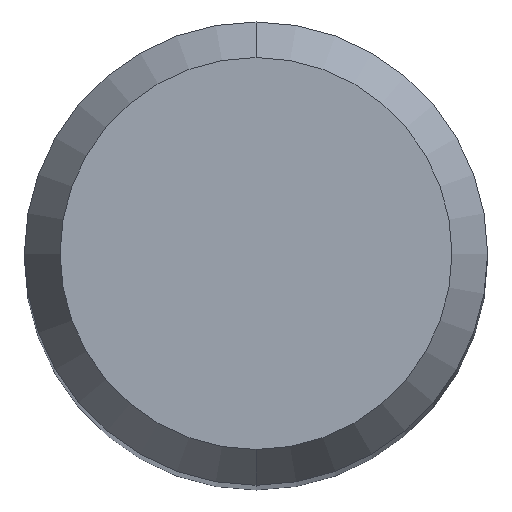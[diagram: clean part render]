
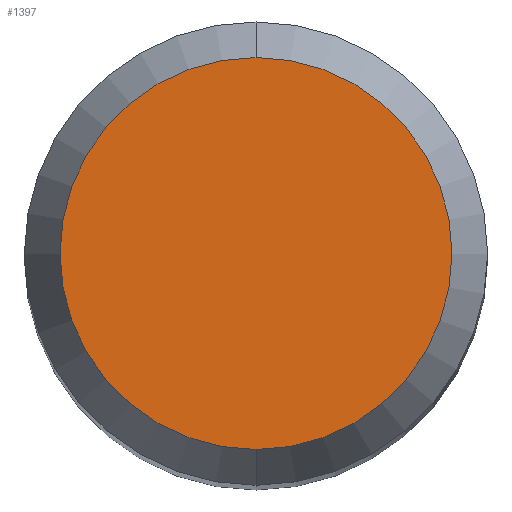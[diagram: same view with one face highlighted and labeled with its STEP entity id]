
A CAD part, top view. The second image highlights one B-rep face of the part: STEP entity #1397.
In plain terms, the highlighted planar face has unit normal (0, 0, 1).
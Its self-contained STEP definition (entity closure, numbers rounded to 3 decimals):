
#1019=VERTEX_POINT('',#2456);
#1397=ADVANCED_FACE('',(#2870),#2871,.T.);
#1535=EDGE_CURVE('',#2105,#1019,#3022,.T.);
#1907=EDGE_CURVE('',#1019,#2105,#3429,.T.);
#2105=VERTEX_POINT('',#3646);
#2456=CARTESIAN_POINT('',(0.,-2.538,0.0));
#2870=FACE_OUTER_BOUND('',#11728,.T.);
#2871=PLANE('',#11729);
#3022=CIRCLE('',#13962,2.538);
#3429=CIRCLE('',#17680,2.538);
#3646=CARTESIAN_POINT('',(0.0,2.538,0.0));
#11728=EDGE_LOOP('',(#20506,#20507));
#11729=AXIS2_PLACEMENT_3D('',#20508,#20509,#20510);
#13962=AXIS2_PLACEMENT_3D('',#20638,#20639,#20640);
#17680=AXIS2_PLACEMENT_3D('',#21070,#21071,#21072);
#20506=ORIENTED_EDGE('',*,*,#1535,.F.);
#20507=ORIENTED_EDGE('',*,*,#1907,.F.);
#20508=CARTESIAN_POINT('',(0.0,1.269,0.0));
#20509=DIRECTION('',(-0.0,0.0,1.0));
#20510=DIRECTION('',(0.0,-1.0,0.0));
#20638=CARTESIAN_POINT('',(0.0,0.0,0.0));
#20639=DIRECTION('',(0.0,0.0,-1.0));
#20640=DIRECTION('',(0.0,1.0,0.0));
#21070=CARTESIAN_POINT('',(0.0,0.0,0.0));
#21071=DIRECTION('',(0.0,0.0,-1.0));
#21072=DIRECTION('',(0.0,1.0,0.0));
